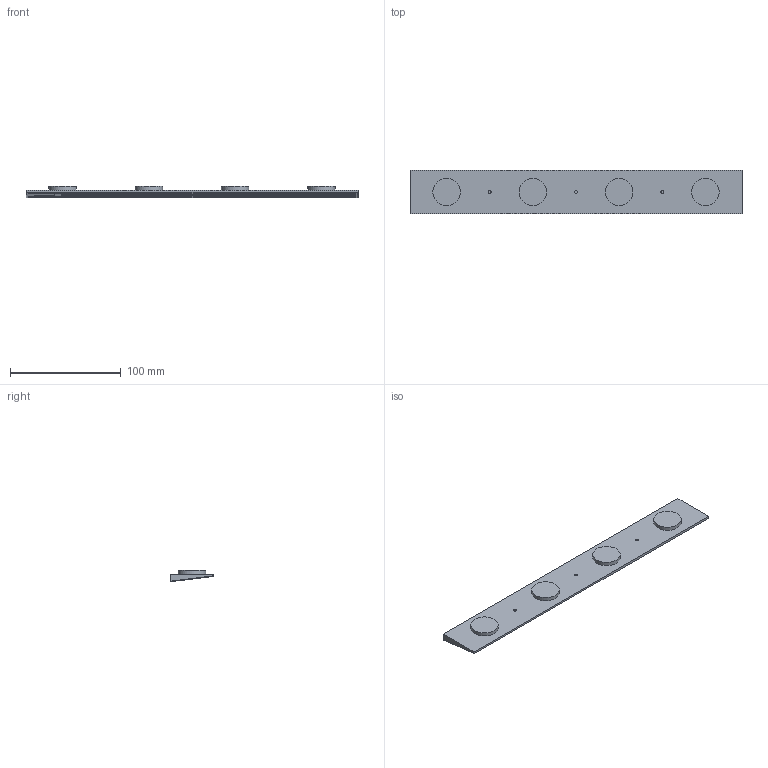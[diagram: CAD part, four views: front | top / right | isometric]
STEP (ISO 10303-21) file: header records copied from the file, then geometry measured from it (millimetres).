
FILE_DESCRIPTION(/* description */ ('','CAx-IF Rec.Pracs.---Representation and Presentation of Product Manufacturing Information (PMI)---4.0---2014-10-13'),/* implementation_level */ '2;1');
FILE_NAME(/* name */ 'opus_weight.step',/* time_stamp */ '2025-01-30T13:45:34+01:00',/* author */ (''),/* organization */ (''),/* preprocessor_version */ 'ST-DEVELOPER v20',/* originating_system */ 'Autodesk Translation Framework v13.20.0.188',/* authorisation */ '');
FILE_SCHEMA (('AP242_MANAGED_MODEL_BASED_3D_ENGINEERING_MIM_LF { 1 0 10303 442 1 1 4 }'));
Length unit declared in the file: millimetre
Products named in the file (1): slutspel
Bounding box: 299.3 x 39.4 x 10.32 mm (x, y, z)
Volume: 57956.7 mm3; surface area: 30372.6 mm2
Topology: 1 solids, 1 shells, 422 faces, 1176 edges, 778 vertices
Faces by surface type: bspline 343, plane 54, cylinder 25
Full cylindrical faces by diameter (mm): 2.529 x3, 24.8 x4
Entity records: 14351 total; most frequent: CARTESIAN_POINT 6836, ORIENTED_EDGE 2352, EDGE_CURVE 1176, VERTEX_POINT 778, DIRECTION 700, EDGE_LOOP 447, LINE 440, VECTOR 440
